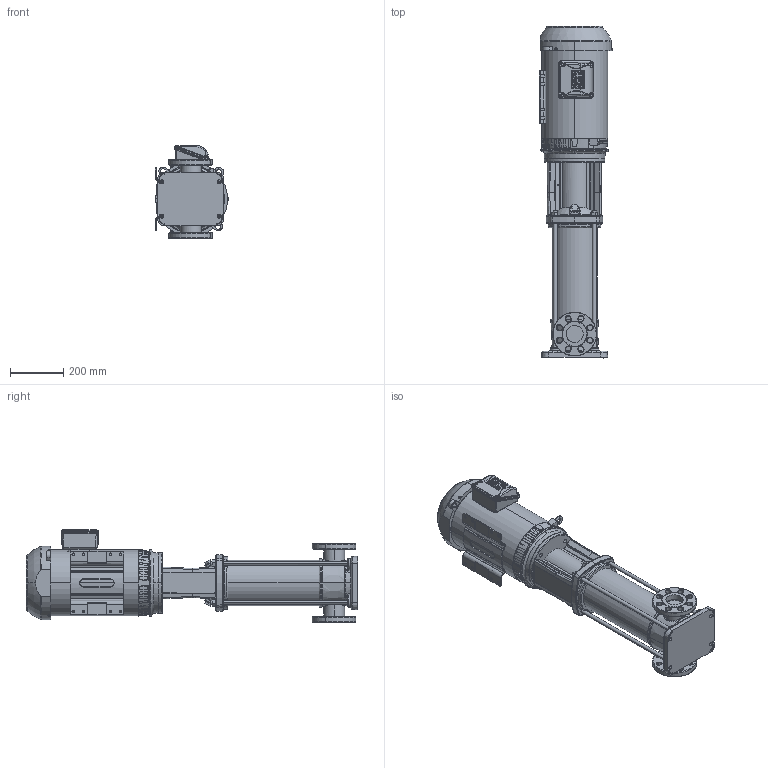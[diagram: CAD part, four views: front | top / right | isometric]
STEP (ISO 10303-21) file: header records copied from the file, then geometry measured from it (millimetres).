
FILE_DESCRIPTION (( 'STEP AP203' ), '1' );
FILE_NAME ('3350077 - MVI-75-8-15 HP-254TC-304-E-575~3.step', '2022-03-30T22:13:04', ( '' ), ( '' ), 'SwSTEP 2.0', 'SolidWorks 2021', '' );
FILE_SCHEMA (( 'CONFIG_CONTROL_DESIGN' ));
Length unit declared in the file: inch
Products named in the file (5): sbi_n_15-8_flange(NEMA); TEFC MOTOR_2700101 - NEMA V2 15 HP 254_6TC 575~3 TEFC W; MVI PEO - [304-EPDM]_3304077 - MVI-75-8-15 HP-254TC-304-E-S; 3350077 - MVI-75-8-15 HP-254TC-304-E-575~3; 2700101 - NEMA V2 15 HP 254_6TC 575~3 TEFC W
Assembly tree (4 placements, depth 3):
  3350077 - MVI-75-8-15 HP-254TC-304-E-575~3
    MVI PEO - [304-EPDM]_3304077 - MVI-75-8-15 HP-254TC-304-E-S
      sbi_n_15-8_flange(NEMA)
    TEFC MOTOR_2700101 - NEMA V2 15 HP 254_6TC 575~3 TEFC W
      2700101 - NEMA V2 15 HP 254_6TC 575~3 TEFC W
Bounding box: 276.99 x 1251.09 x 352.52 mm (x, y, z)
Volume: 44018914.8 mm3; surface area: 1969592.9 mm2
Topology: 23 solids, 39 shells, 4338 faces, 11368 edges, 7359 vertices
Faces by surface type: plane 1969, cylinder 1584, bspline 474, cone 195, torus 110, sphere 6
Entity records: 186144 total; most frequent: CARTESIAN_POINT 82503, ORIENTED_EDGE 22674, DIRECTION 19948, EDGE_CURVE 11337, VERTEX_POINT 7357, AXIS2_PLACEMENT_3D 7087, LINE 5774, VECTOR 5774
